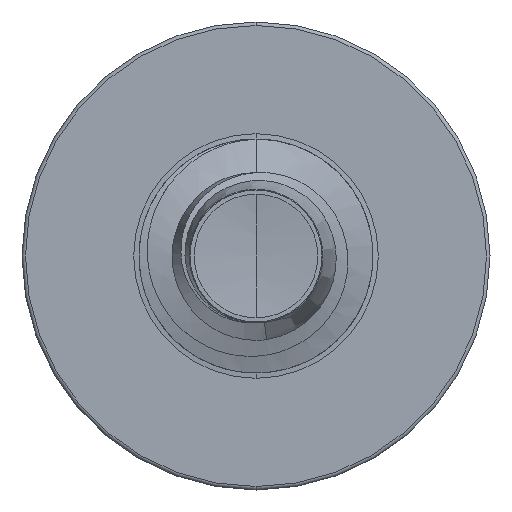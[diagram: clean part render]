
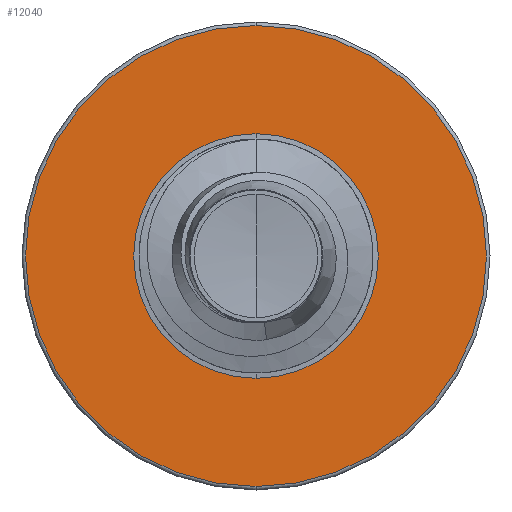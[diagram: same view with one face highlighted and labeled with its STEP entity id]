
A CAD part, front view. The second image highlights one B-rep face of the part: STEP entity #12040.
In plain terms, the highlighted planar face has unit normal (0, -1, 0).
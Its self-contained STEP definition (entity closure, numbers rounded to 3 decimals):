
#68 = VERTEX_POINT ( 'NONE', #11252 ) ;
#321 = CARTESIAN_POINT ( 'NONE',  ( 0., 3.5, 0. ) ) ;
#896 = VERTEX_POINT ( 'NONE', #4652 ) ;
#1030 = CARTESIAN_POINT ( 'NONE',  ( 0., 3.5, 0. ) ) ;
#1315 = DIRECTION ( 'NONE',  ( 0., 0., 1. ) ) ;
#1325 = ORIENTED_EDGE ( 'NONE', *, *, #5228, .F. ) ;
#2015 = DIRECTION ( 'NONE',  ( 0., 0., 1. ) ) ;
#2332 = DIRECTION ( 'NONE',  ( 0., 1., 0. ) ) ;
#2509 = AXIS2_PLACEMENT_3D ( 'NONE', #8254, #2332, #9246 ) ;
#2871 = VERTEX_POINT ( 'NONE', #9642 ) ;
#3152 = CARTESIAN_POINT ( 'NONE',  ( 0., 3.5, 0. ) ) ;
#3436 = AXIS2_PLACEMENT_3D ( 'NONE', #1030, #7925, #2015 ) ;
#3720 = CIRCLE ( 'NONE', #7109, 1.15 ) ;
#4158 = DIRECTION ( 'NONE',  ( 0., 0., 1. ) ) ;
#4221 = CARTESIAN_POINT ( 'NONE',  ( 0., 3.5, 1.15 ) ) ;
#4652 = CARTESIAN_POINT ( 'NONE',  ( 0., 3.5, 2.167 ) ) ;
#5059 = DIRECTION ( 'NONE',  ( 0., 1., 0. ) ) ;
#5228 = EDGE_CURVE ( 'NONE', #896, #2871, #10422, .T. ) ;
#5791 = ORIENTED_EDGE ( 'NONE', *, *, #10521, .F. ) ;
#6217 = AXIS2_PLACEMENT_3D ( 'NONE', #7993, #5059, #11991 ) ;
#6496 = CIRCLE ( 'NONE', #3436, 2.167 ) ;
#6884 = EDGE_CURVE ( 'NONE', #68, #8842, #7451, .T. ) ;
#7109 = AXIS2_PLACEMENT_3D ( 'NONE', #3152, #10081, #4158 ) ;
#7226 = DIRECTION ( 'NONE',  ( 0., 1., 0. ) ) ;
#7415 = FACE_BOUND ( 'NONE', #8624, .T. ) ;
#7451 = CIRCLE ( 'NONE', #2509, 1.15 ) ;
#7925 = DIRECTION ( 'NONE',  ( 0., 1., 0. ) ) ;
#7993 = CARTESIAN_POINT ( 'NONE',  ( 0., 3.5, -1.15 ) ) ;
#8085 = ORIENTED_EDGE ( 'NONE', *, *, #11440, .T. ) ;
#8105 = AXIS2_PLACEMENT_3D ( 'NONE', #321, #7226, #1315 ) ;
#8221 = PLANE ( 'NONE',  #6217 ) ;
#8254 = CARTESIAN_POINT ( 'NONE',  ( 0., 3.5, 0. ) ) ;
#8624 = EDGE_LOOP ( 'NONE', ( #8085, #10303 ) ) ;
#8842 = VERTEX_POINT ( 'NONE', #4221 ) ;
#9246 = DIRECTION ( 'NONE',  ( 0., 0., 1. ) ) ;
#9642 = CARTESIAN_POINT ( 'NONE',  ( 0., 3.5, -2.167 ) ) ;
#10081 = DIRECTION ( 'NONE',  ( 0., 1., 0. ) ) ;
#10303 = ORIENTED_EDGE ( 'NONE', *, *, #6884, .T. ) ;
#10422 = CIRCLE ( 'NONE', #8105, 2.167 ) ;
#10521 = EDGE_CURVE ( 'NONE', #2871, #896, #6496, .T. ) ;
#11252 = CARTESIAN_POINT ( 'NONE',  ( 0., 3.5, -1.15 ) ) ;
#11440 = EDGE_CURVE ( 'NONE', #8842, #68, #3720, .T. ) ;
#11991 = DIRECTION ( 'NONE',  ( 0., 0., 1. ) ) ;
#12040 = ADVANCED_FACE ( 'NONE', ( #12695, #7415 ), #8221, .F. ) ;
#12695 = FACE_OUTER_BOUND ( 'NONE', #12733, .T. ) ;
#12733 = EDGE_LOOP ( 'NONE', ( #1325, #5791 ) ) ;
